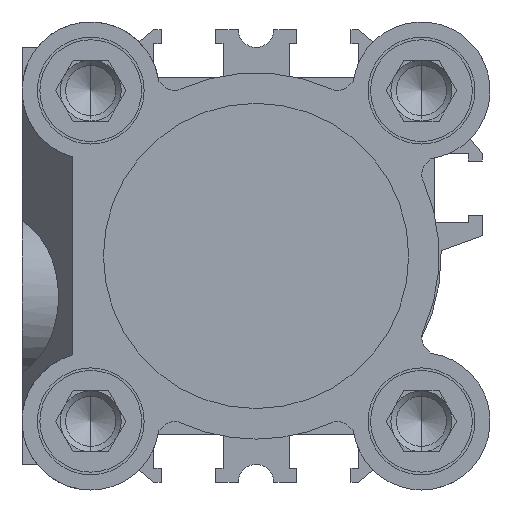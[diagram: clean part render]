
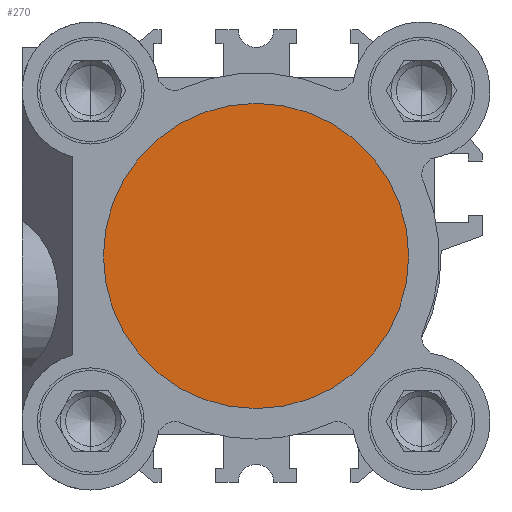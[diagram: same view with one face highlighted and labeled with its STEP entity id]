
A CAD part, left-side view. The second image highlights one B-rep face of the part: STEP entity #270.
In plain terms, the highlighted face is planar.
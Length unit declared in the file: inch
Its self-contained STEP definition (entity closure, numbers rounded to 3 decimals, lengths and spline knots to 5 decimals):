
#270 = ADVANCED_FACE ( 'NONE', ( #7399 ), #5754, .F. ) ;
#591 = CIRCLE ( 'NONE', #11841, 0.59055 ) ;
#964 = DIRECTION ( 'NONE',  ( 0., 0., 1. ) ) ;
#1270 = EDGE_LOOP ( 'NONE', ( #9219, #7013 ) ) ;
#1950 = EDGE_CURVE ( 'NONE', #3837, #4017, #11268, .T. ) ;
#2712 = CARTESIAN_POINT ( 'NONE',  ( 0.15748, 0., 0. ) ) ;
#3120 = CARTESIAN_POINT ( 'NONE',  ( 0.15748, 0., 0. ) ) ;
#3686 = DIRECTION ( 'NONE',  ( 0., 0., 1. ) ) ;
#3837 = VERTEX_POINT ( 'NONE', #10590 ) ;
#4017 = VERTEX_POINT ( 'NONE', #5056 ) ;
#4091 = DIRECTION ( 'NONE',  ( 0., 0., 1. ) ) ;
#4690 = EDGE_CURVE ( 'NONE', #4017, #3837, #591, .T. ) ;
#5056 = CARTESIAN_POINT ( 'NONE',  ( 0.15748, 0., 0.59055 ) ) ;
#5754 = PLANE ( 'NONE',  #11712 ) ;
#6729 = DIRECTION ( 'NONE',  ( -1., 0., 0. ) ) ;
#7013 = ORIENTED_EDGE ( 'NONE', *, *, #1950, .F. ) ;
#7399 = FACE_OUTER_BOUND ( 'NONE', #1270, .T. ) ;
#9219 = ORIENTED_EDGE ( 'NONE', *, *, #4690, .F. ) ;
#9438 = DIRECTION ( 'NONE',  ( -1., 0., 0. ) ) ;
#9853 = DIRECTION ( 'NONE',  ( -1., 0., 0. ) ) ;
#10532 = CARTESIAN_POINT ( 'NONE',  ( 0.15748, 0.59055, 0. ) ) ;
#10590 = CARTESIAN_POINT ( 'NONE',  ( 0.15748, 0., -0.59055 ) ) ;
#10850 = AXIS2_PLACEMENT_3D ( 'NONE', #2712, #9438, #3686 ) ;
#11268 = CIRCLE ( 'NONE', #10850, 0.59055 ) ;
#11712 = AXIS2_PLACEMENT_3D ( 'NONE', #10532, #6729, #964 ) ;
#11841 = AXIS2_PLACEMENT_3D ( 'NONE', #3120, #9853, #4091 ) ;
